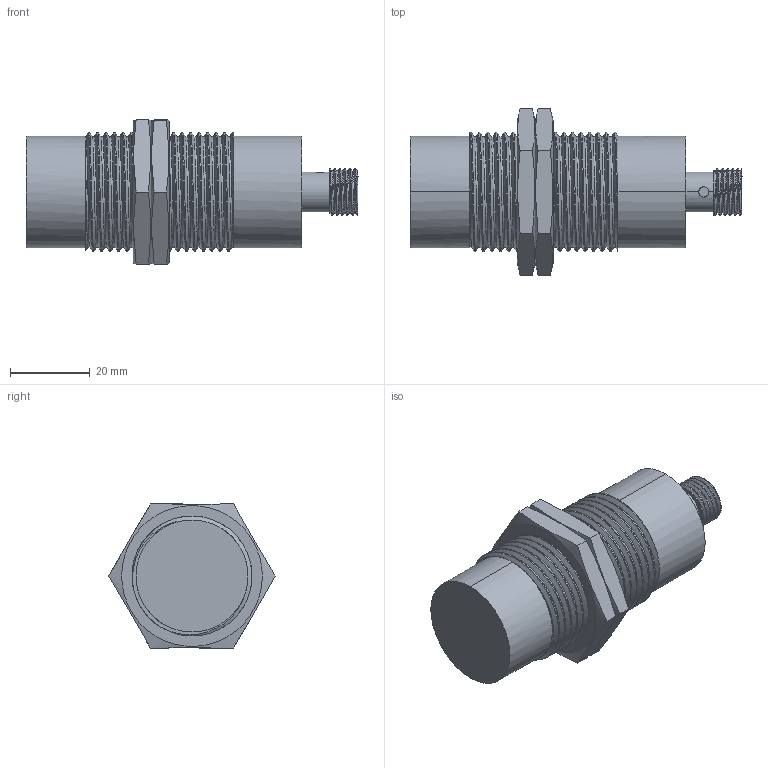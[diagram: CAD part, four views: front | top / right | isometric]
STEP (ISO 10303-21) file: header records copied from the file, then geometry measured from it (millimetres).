
FILE_DESCRIPTION (( 'STEP AP214' ), '1' );
FILE_NAME ('PXINDTLN30-25NO-E2_3D.STEP', '2022-11-14T21:21:55', ( '' ), ( '' ), 'SwSTEP 2.0', 'SolidWorks 2022', '' );
FILE_SCHEMA (( 'AUTOMOTIVE_DESIGN' ));
Length unit declared in the file: inch
Products named in the file (1): PXINDTLN30-25NO-E2_3D
Bounding box: 83 x 41.57 x 36 mm (x, y, z)
Volume: 48522.5 mm3; surface area: 13194 mm2
Topology: 2 solids, 2 shells, 91 faces, 243 edges, 162 vertices
Faces by surface type: cylinder 58, plane 23, bspline 10
Entity records: 11295 total; most frequent: CARTESIAN_POINT 8318, ORIENTED_EDGE 486, DIRECTION 285, EDGE_CURVE 243, VERTEX_POINT 162, AXIS2_PLACEMENT_3D 108, EDGE_LOOP 99, FACE_OUTER_BOUND 91
